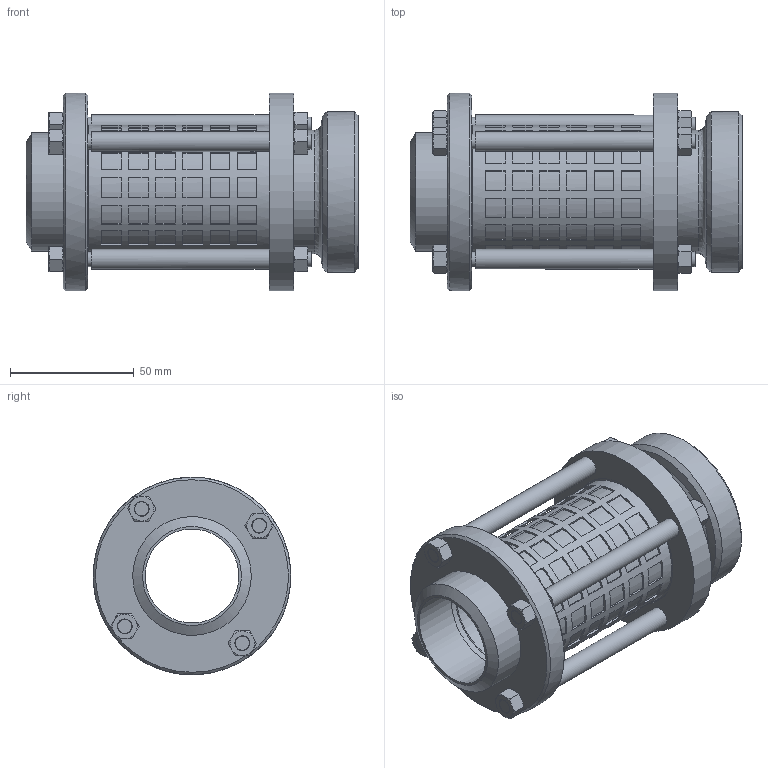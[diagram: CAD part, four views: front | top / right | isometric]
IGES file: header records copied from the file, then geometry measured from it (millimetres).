
Global section: file name: 51030040000; native system: Autodesk Inventor 2015; preprocessor: unknown; author: Struska Martin; date: 20160315.101436; units: millimetre
Bounding box: 134.4 x 80 x 79.98 mm (x, y, z)
Volume: 193990.4 mm3; surface area: 88663.9 mm2
Topology: 2 solids, 8 shells, 616 faces, 1681 edges, 1100 vertices
Faces by surface type: bspline 616
